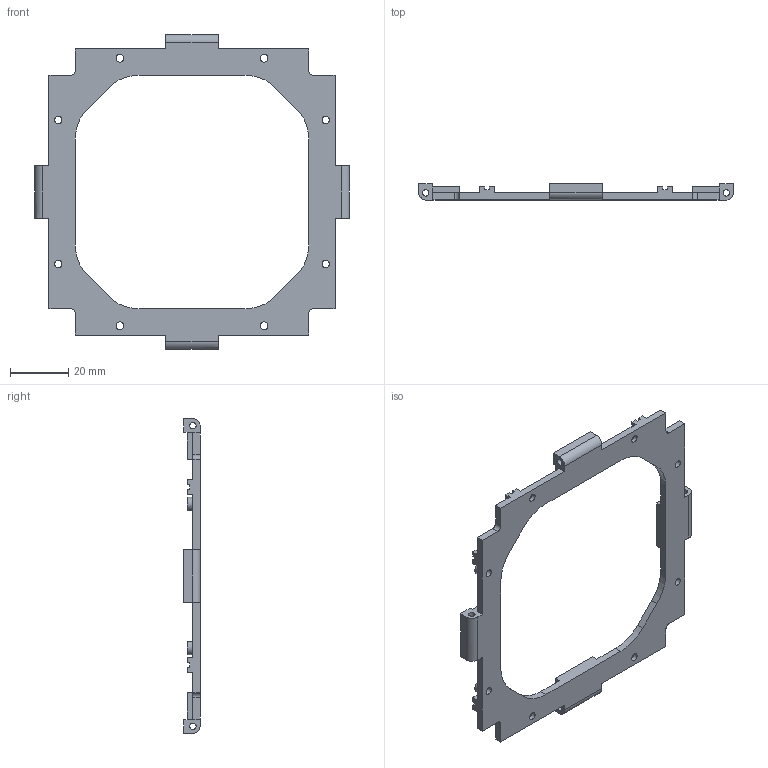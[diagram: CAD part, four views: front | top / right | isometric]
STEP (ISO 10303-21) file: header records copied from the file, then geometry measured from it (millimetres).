
FILE_DESCRIPTION(/* description */ (''),/* implementation_level */ '2;1');
FILE_NAME(/* name */ 'SoporteUNION_SPEL_Rev.1.stp',/* time_stamp */ '2018-10-17T17:06:15-03:00',/* author */ ('Elias'),/* organization */ (''),/* preprocessor_version */ 'ST-DEVELOPER v17.2',/* originating_system */ 'Autodesk Inventor 2019',/* authorisation */ '');
FILE_SCHEMA (('AUTOMOTIVE_DESIGN { 1 0 10303 214 3 1 1 }'));
Length unit declared in the file: millimetre
Products named in the file (1): SoporteUNION_Rev.1
Bounding box: 107.8 x 5.6 x 107.8 mm (x, y, z)
Volume: 11975.7 mm3; surface area: 11185.7 mm2
Topology: 1 solids, 1 shells, 157 faces, 464 edges, 312 vertices
Faces by surface type: plane 121, cylinder 28, cone 4, bspline 4
Full cylindrical faces by diameter (mm): 2.2 x4, 2.5 x4, 2.6 x4, 4.5 x4
Entity records: 5319 total; most frequent: CARTESIAN_POINT 954, ORIENTED_EDGE 928, DIRECTION 852, EDGE_CURVE 464, LINE 384, VECTOR 384, VERTEX_POINT 312, AXIS2_PLACEMENT_3D 234
